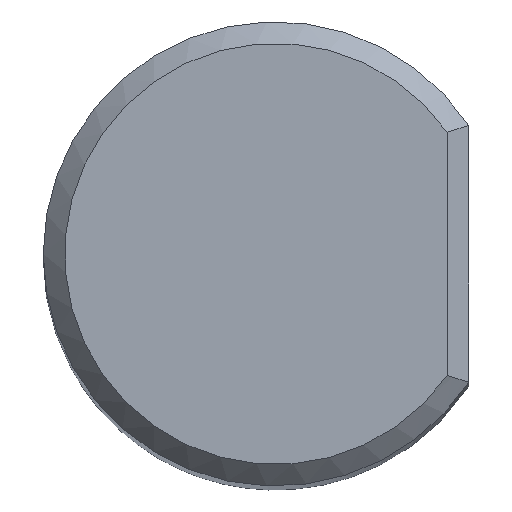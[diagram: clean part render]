
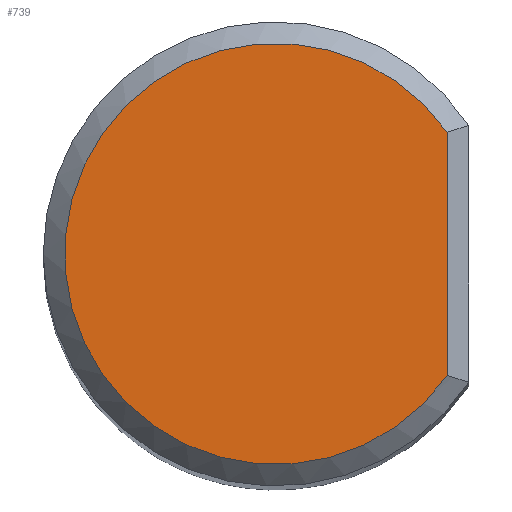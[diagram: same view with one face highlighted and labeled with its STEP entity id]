
A CAD part, top view. The second image highlights one B-rep face of the part: STEP entity #739.
In plain terms, the highlighted planar face has unit normal (0, 0, 1).
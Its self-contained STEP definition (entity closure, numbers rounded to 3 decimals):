
#228 = PLANE('',#229);
#229 = AXIS2_PLACEMENT_3D('',#230,#231,#232);
#230 = CARTESIAN_POINT('',(8.5,-10.92,121.));
#231 = DIRECTION('',(-0.707,0.,-0.707)
  );
#232 = DIRECTION('',(-0.,-1.,0.));
#342 = CONICAL_SURFACE('',#343,10.8,0.785);
#343 = AXIS2_PLACEMENT_3D('',#344,#345,#346);
#344 = CARTESIAN_POINT('',(0.,-4.95,120.5));
#345 = DIRECTION('',(-0.,0.,-1.));
#346 = DIRECTION('',(0.833,0.553,0.));
#358 = VERTEX_POINT('',#359);
#359 = CARTESIAN_POINT('',(8.,-10.61,121.5));
#386 = VERTEX_POINT('',#387);
#387 = CARTESIAN_POINT('',(8.,0.71,121.5));
#412 = EDGE_CURVE('',#358,#386,#413,.T.);
#413 = SURFACE_CURVE('',#414,(#418,#425),.PCURVE_S1.);
#414 = LINE('',#415,#416);
#415 = CARTESIAN_POINT('',(8.,-10.92,121.5));
#416 = VECTOR('',#417,1.);
#417 = DIRECTION('',(0.,1.,0.));
#418 = PCURVE('',#228,#419);
#419 = DEFINITIONAL_REPRESENTATION('',(#420),#424);
#420 = LINE('',#421,#422);
#421 = CARTESIAN_POINT('',(0.,0.707));
#422 = VECTOR('',#423,1.);
#423 = DIRECTION('',(-1.,0.));
#424 = ( GEOMETRIC_REPRESENTATION_CONTEXT(2) 
PARAMETRIC_REPRESENTATION_CONTEXT() REPRESENTATION_CONTEXT('2D SPACE',''
  ) );
#425 = PCURVE('',#426,#431);
#426 = PLANE('',#427);
#427 = AXIS2_PLACEMENT_3D('',#428,#429,#430);
#428 = CARTESIAN_POINT('',(0.371,-4.95,121.5));
#429 = DIRECTION('',(0.,0.,1.));
#430 = DIRECTION('',(1.,0.,0.));
#431 = DEFINITIONAL_REPRESENTATION('',(#432),#436);
#432 = LINE('',#433,#434);
#433 = CARTESIAN_POINT('',(7.629,-5.97));
#434 = VECTOR('',#435,1.);
#435 = DIRECTION('',(0.,1.));
#436 = ( GEOMETRIC_REPRESENTATION_CONTEXT(2) 
PARAMETRIC_REPRESENTATION_CONTEXT() REPRESENTATION_CONTEXT('2D SPACE',''
  ) );
#718 = EDGE_CURVE('',#386,#358,#719,.T.);
#719 = SURFACE_CURVE('',#720,(#725,#732),.PCURVE_S1.);
#720 = CIRCLE('',#721,9.8);
#721 = AXIS2_PLACEMENT_3D('',#722,#723,#724);
#722 = CARTESIAN_POINT('',(0.,-4.95,121.5));
#723 = DIRECTION('',(0.,0.,1.));
#724 = DIRECTION('',(0.833,0.553,0.));
#725 = PCURVE('',#342,#726);
#726 = DEFINITIONAL_REPRESENTATION('',(#727),#731);
#727 = LINE('',#728,#729);
#728 = CARTESIAN_POINT('',(-0.,-1.));
#729 = VECTOR('',#730,1.);
#730 = DIRECTION('',(-1.,-0.));
#731 = ( GEOMETRIC_REPRESENTATION_CONTEXT(2) 
PARAMETRIC_REPRESENTATION_CONTEXT() REPRESENTATION_CONTEXT('2D SPACE',''
  ) );
#732 = PCURVE('',#426,#733);
#733 = DEFINITIONAL_REPRESENTATION('',(#734),#738);
#734 = CIRCLE('',#735,9.8);
#735 = AXIS2_PLACEMENT_2D('',#736,#737);
#736 = CARTESIAN_POINT('',(-0.371,0.));
#737 = DIRECTION('',(0.833,0.553));
#738 = ( GEOMETRIC_REPRESENTATION_CONTEXT(2) 
PARAMETRIC_REPRESENTATION_CONTEXT() REPRESENTATION_CONTEXT('2D SPACE',''
  ) );
#739 = ADVANCED_FACE('',(#740),#426,.T.);
#740 = FACE_BOUND('',#741,.T.);
#741 = EDGE_LOOP('',(#742,#743));
#742 = ORIENTED_EDGE('',*,*,#412,.T.);
#743 = ORIENTED_EDGE('',*,*,#718,.T.);
